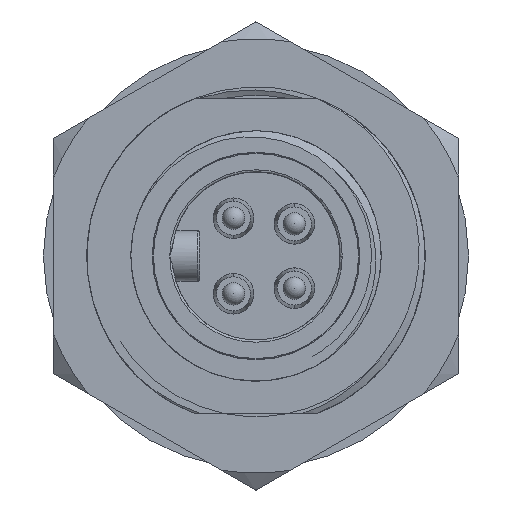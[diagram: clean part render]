
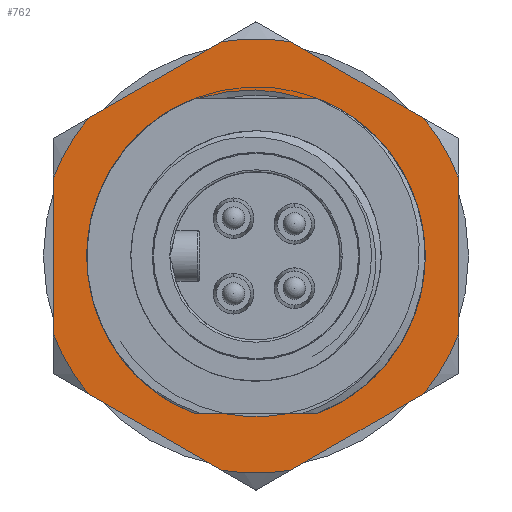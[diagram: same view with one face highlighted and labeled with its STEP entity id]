
A CAD part, left-side view. The second image highlights one B-rep face of the part: STEP entity #762.
In plain terms, the highlighted planar face has unit normal (-1, 0, 0).
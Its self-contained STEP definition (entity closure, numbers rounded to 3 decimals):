
#306=B_SPLINE_CURVE_WITH_KNOTS('',3,(#9873,#9874,#9875,#9876),
 .UNSPECIFIED.,.F.,.F.,(4,4),(0.,1.),.UNSPECIFIED.);
#307=B_SPLINE_CURVE_WITH_KNOTS('',3,(#9877,#9878,#9879,#9880),
 .UNSPECIFIED.,.F.,.F.,(4,4),(0.,1.),.UNSPECIFIED.);
#308=B_SPLINE_CURVE_WITH_KNOTS('',3,(#9882,#9883,#9884,#9885,#9886,#9887),
 .UNSPECIFIED.,.F.,.F.,(4,2,4),(0.,0.5,1.),.UNSPECIFIED.);
#309=B_SPLINE_CURVE_WITH_KNOTS('',3,(#9897,#9898,#9899,#9900,#9901),
 .UNSPECIFIED.,.F.,.F.,(4,1,4),(0.,0.5,1.),.UNSPECIFIED.);
#520=PLANE('',#6294);
#616=FACE_BOUND('',#1624,.T.);
#617=FACE_BOUND('',#1625,.T.);
#762=ADVANCED_FACE('',(#616,#617),#520,.F.);
#1624=EDGE_LOOP('',(#2565,#2566,#2567,#2568,#2569,#2570,#2571,#2572,#2573,
#2574,#2575,#2576));
#1625=EDGE_LOOP('',(#2577,#2578,#2579,#2580,#2581,#2582,#2583,#2584,#2585,
#2586));
#2055=CIRCLE('',#6286,19.25);
#2056=CIRCLE('',#6287,19.25);
#2057=CIRCLE('',#6288,19.25);
#2058=CIRCLE('',#6289,19.25);
#2059=CIRCLE('',#6290,19.25);
#2060=CIRCLE('',#6291,19.25);
#2061=CIRCLE('',#6292,14.25);
#2062=CIRCLE('',#6293,15.);
#2565=ORIENTED_EDGE('',*,*,#4919,.F.);
#2566=ORIENTED_EDGE('',*,*,#4920,.F.);
#2567=ORIENTED_EDGE('',*,*,#4921,.F.);
#2568=ORIENTED_EDGE('',*,*,#4922,.T.);
#2569=ORIENTED_EDGE('',*,*,#4923,.F.);
#2570=ORIENTED_EDGE('',*,*,#4924,.F.);
#2571=ORIENTED_EDGE('',*,*,#4925,.F.);
#2572=ORIENTED_EDGE('',*,*,#4926,.F.);
#2573=ORIENTED_EDGE('',*,*,#4927,.F.);
#2574=ORIENTED_EDGE('',*,*,#4928,.T.);
#2575=ORIENTED_EDGE('',*,*,#4929,.F.);
#2576=ORIENTED_EDGE('',*,*,#4930,.F.);
#2577=ORIENTED_EDGE('',*,*,#4931,.T.);
#2578=ORIENTED_EDGE('',*,*,#4880,.T.);
#2579=ORIENTED_EDGE('',*,*,#4932,.T.);
#2580=ORIENTED_EDGE('',*,*,#4933,.T.);
#2581=ORIENTED_EDGE('',*,*,#4934,.T.);
#2582=ORIENTED_EDGE('',*,*,#4935,.F.);
#2583=ORIENTED_EDGE('',*,*,#4936,.T.);
#2584=ORIENTED_EDGE('',*,*,#4937,.T.);
#2585=ORIENTED_EDGE('',*,*,#4938,.T.);
#2586=ORIENTED_EDGE('',*,*,#4918,.T.);
#4219=VERTEX_POINT('',#9384);
#4261=VERTEX_POINT('',#9633);
#4262=VERTEX_POINT('',#9635);
#4299=VERTEX_POINT('',#9846);
#4300=VERTEX_POINT('',#9850);
#4301=VERTEX_POINT('',#9851);
#4302=VERTEX_POINT('',#9853);
#4303=VERTEX_POINT('',#9855);
#4304=VERTEX_POINT('',#9857);
#4305=VERTEX_POINT('',#9859);
#4306=VERTEX_POINT('',#9861);
#4307=VERTEX_POINT('',#9863);
#4308=VERTEX_POINT('',#9865);
#4309=VERTEX_POINT('',#9867);
#4310=VERTEX_POINT('',#9869);
#4311=VERTEX_POINT('',#9871);
#4312=VERTEX_POINT('',#9881);
#4313=VERTEX_POINT('',#9888);
#4314=VERTEX_POINT('',#9890);
#4315=VERTEX_POINT('',#9892);
#4316=VERTEX_POINT('',#9894);
#4317=VERTEX_POINT('',#9896);
#4880=EDGE_CURVE('',#4262,#4261,#5710,.T.);
#4918=EDGE_CURVE('',#4219,#4299,#5724,.T.);
#4919=EDGE_CURVE('',#4300,#4301,#2055,.T.);
#4920=EDGE_CURVE('',#4302,#4300,#5725,.T.);
#4921=EDGE_CURVE('',#4303,#4302,#2056,.T.);
#4922=EDGE_CURVE('',#4303,#4304,#5726,.T.);
#4923=EDGE_CURVE('',#4305,#4304,#2057,.T.);
#4924=EDGE_CURVE('',#4306,#4305,#5727,.T.);
#4925=EDGE_CURVE('',#4307,#4306,#2058,.T.);
#4926=EDGE_CURVE('',#4308,#4307,#5728,.T.);
#4927=EDGE_CURVE('',#4309,#4308,#2059,.T.);
#4928=EDGE_CURVE('',#4309,#4310,#5729,.T.);
#4929=EDGE_CURVE('',#4311,#4310,#2060,.T.);
#4930=EDGE_CURVE('',#4301,#4311,#5730,.T.);
#4931=EDGE_CURVE('',#4299,#4262,#306,.T.);
#4932=EDGE_CURVE('',#4261,#4312,#307,.T.);
#4933=EDGE_CURVE('',#4312,#4313,#308,.T.);
#4934=EDGE_CURVE('',#4313,#4314,#5731,.T.);
#4935=EDGE_CURVE('',#4315,#4314,#2061,.T.);
#4936=EDGE_CURVE('',#4315,#4316,#5732,.T.);
#4937=EDGE_CURVE('',#4316,#4317,#2062,.T.);
#4938=EDGE_CURVE('',#4317,#4219,#309,.T.);
#5710=LINE('',#9634,#5995);
#5724=LINE('',#9847,#6009);
#5725=LINE('',#9852,#6010);
#5726=LINE('',#9856,#6011);
#5727=LINE('',#9860,#6012);
#5728=LINE('',#9864,#6013);
#5729=LINE('',#9868,#6014);
#5730=LINE('',#9872,#6015);
#5731=LINE('',#9889,#6016);
#5732=LINE('',#9893,#6017);
#5995=VECTOR('',#6991,1.);
#6009=VECTOR('',#7005,1.);
#6010=VECTOR('',#7010,1.);
#6011=VECTOR('',#7013,1.);
#6012=VECTOR('',#7016,1.);
#6013=VECTOR('',#7019,1.);
#6014=VECTOR('',#7022,1.);
#6015=VECTOR('',#7025,1.);
#6016=VECTOR('',#7026,1.);
#6017=VECTOR('',#7029,1.);
#6286=AXIS2_PLACEMENT_3D('',#9849,#7008,#7009);
#6287=AXIS2_PLACEMENT_3D('',#9854,#7011,#7012);
#6288=AXIS2_PLACEMENT_3D('',#9858,#7014,#7015);
#6289=AXIS2_PLACEMENT_3D('',#9862,#7017,#7018);
#6290=AXIS2_PLACEMENT_3D('',#9866,#7020,#7021);
#6291=AXIS2_PLACEMENT_3D('',#9870,#7023,#7024);
#6292=AXIS2_PLACEMENT_3D('',#9891,#7027,#7028);
#6293=AXIS2_PLACEMENT_3D('',#9895,#7030,#7031);
#6294=AXIS2_PLACEMENT_3D('',#9902,#7032,#7033);
#6991=DIRECTION('',(0.,-1.,0.));
#7005=DIRECTION('',(0.,-1.,0.));
#7008=DIRECTION('',(1.,0.,0.));
#7009=DIRECTION('',(0.,0.775,-0.633));
#7010=DIRECTION('',(0.,0.866,0.5));
#7011=DIRECTION('',(1.,0.,0.));
#7012=DIRECTION('',(0.,-0.161,-0.987));
#7013=DIRECTION('',(0.,-0.866,0.5));
#7014=DIRECTION('',(1.,0.,0.));
#7015=DIRECTION('',(0.,-0.935,-0.354));
#7016=DIRECTION('',(0.,0.,-1.));
#7017=DIRECTION('',(1.,0.,0.));
#7018=DIRECTION('',(0.,-0.775,0.633));
#7019=DIRECTION('',(0.,-0.866,-0.5));
#7020=DIRECTION('',(1.,0.,0.));
#7021=DIRECTION('',(0.,0.161,0.987));
#7022=DIRECTION('',(0.,0.866,-0.5));
#7023=DIRECTION('',(1.,0.,0.));
#7024=DIRECTION('',(0.,0.935,0.354));
#7025=DIRECTION('',(0.,0.,1.));
#7026=DIRECTION('',(0.,1.,0.));
#7027=DIRECTION('',(-1.,0.,0.));
#7028=DIRECTION('',(0.,0.186,-0.982));
#7029=DIRECTION('',(0.,1.,0.));
#7030=DIRECTION('',(1.,0.,0.));
#7031=DIRECTION('',(0.,0.359,-0.933));
#7032=DIRECTION('',(1.,0.,0.));
#7033=DIRECTION('',(0.,0.866,-0.5));
#9384=CARTESIAN_POINT('',(-15.,5.183,14.));
#9633=CARTESIAN_POINT('',(-15.,-4.343,14.));
#9634=CARTESIAN_POINT('',(-15.,-4.152,14.));
#9635=CARTESIAN_POINT('',(-15.,-4.152,14.));
#9846=CARTESIAN_POINT('',(-15.,4.99,14.));
#9847=CARTESIAN_POINT('',(-15.,5.183,14.));
#9849=CARTESIAN_POINT('',(-15.,0.,0.));
#9850=CARTESIAN_POINT('',(-15.,14.909,-12.177));
#9851=CARTESIAN_POINT('',(-15.,18.,-6.824));
#9852=CARTESIAN_POINT('',(-15.,3.091,-19.));
#9853=CARTESIAN_POINT('',(-15.,3.091,-19.));
#9854=CARTESIAN_POINT('',(-15.,0.,0.));
#9855=CARTESIAN_POINT('',(-15.,-3.091,-19.));
#9856=CARTESIAN_POINT('',(-15.,-3.091,-19.));
#9857=CARTESIAN_POINT('',(-15.,-14.909,-12.177));
#9858=CARTESIAN_POINT('',(-15.,0.,0.));
#9859=CARTESIAN_POINT('',(-15.,-18.,-6.824));
#9860=CARTESIAN_POINT('',(-15.,-18.,6.824));
#9861=CARTESIAN_POINT('',(-15.,-18.,6.824));
#9862=CARTESIAN_POINT('',(-15.,0.,0.));
#9863=CARTESIAN_POINT('',(-15.,-14.909,12.177));
#9864=CARTESIAN_POINT('',(-15.,-3.091,19.));
#9865=CARTESIAN_POINT('',(-15.,-3.091,19.));
#9866=CARTESIAN_POINT('',(-15.,0.,0.));
#9867=CARTESIAN_POINT('',(-15.,3.091,19.));
#9868=CARTESIAN_POINT('',(-15.,3.091,19.));
#9869=CARTESIAN_POINT('',(-15.,14.909,12.177));
#9870=CARTESIAN_POINT('',(-15.,0.,0.));
#9871=CARTESIAN_POINT('',(-15.,18.,6.824));
#9872=CARTESIAN_POINT('',(-15.,18.,-6.824));
#9873=CARTESIAN_POINT('',(-15.,4.99,14.));
#9874=CARTESIAN_POINT('',(-15.,2.027,14.969));
#9875=CARTESIAN_POINT('',(-15.,-1.189,14.965));
#9876=CARTESIAN_POINT('',(-15.,-4.152,14.));
#9877=CARTESIAN_POINT('',(-15.,-4.343,14.));
#9878=CARTESIAN_POINT('',(-15.,-8.88,12.449));
#9879=CARTESIAN_POINT('',(-15.,-12.482,8.613));
#9880=CARTESIAN_POINT('',(-15.,-13.686,3.97));
#9881=CARTESIAN_POINT('',(-15.,-13.686,3.97));
#9882=CARTESIAN_POINT('',(-15.,-13.686,3.97));
#9883=CARTESIAN_POINT('',(-15.,-14.818,0.454));
#9884=CARTESIAN_POINT('',(-15.,-14.514,-3.44));
#9885=CARTESIAN_POINT('',(-15.,-11.321,-10.019));
#9886=CARTESIAN_POINT('',(-15.,-8.465,-12.657));
#9887=CARTESIAN_POINT('',(-15.,-5.023,-14.));
#9888=CARTESIAN_POINT('',(-15.,-5.023,-14.));
#9889=CARTESIAN_POINT('',(-15.,-5.023,-14.));
#9890=CARTESIAN_POINT('',(-15.,-2.658,-14.));
#9891=CARTESIAN_POINT('',(-15.,0.,0.));
#9892=CARTESIAN_POINT('',(-15.,2.658,-14.));
#9893=CARTESIAN_POINT('',(-15.,2.658,-14.));
#9894=CARTESIAN_POINT('',(-15.,5.385,-14.));
#9895=CARTESIAN_POINT('',(-15.,0.,0.));
#9896=CARTESIAN_POINT('',(-15.,7.523,12.977));
#9897=CARTESIAN_POINT('',(-15.,7.523,12.977));
#9898=CARTESIAN_POINT('',(-15.,7.149,13.18));
#9899=CARTESIAN_POINT('',(-15.,6.385,13.554));
#9900=CARTESIAN_POINT('',(-15.,5.589,13.862));
#9901=CARTESIAN_POINT('',(-15.,5.183,14.));
#9902=CARTESIAN_POINT('',(-15.,0.,0.));
